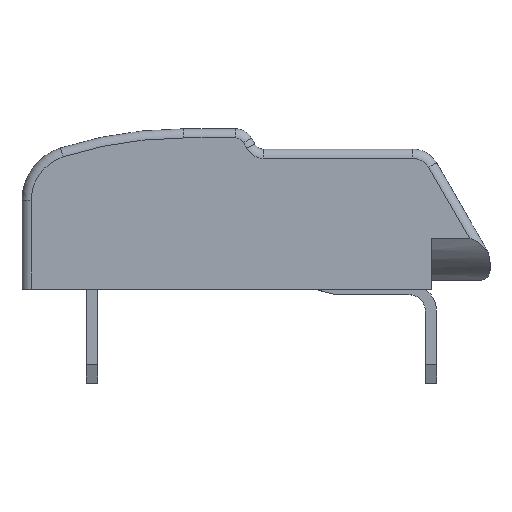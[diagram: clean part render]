
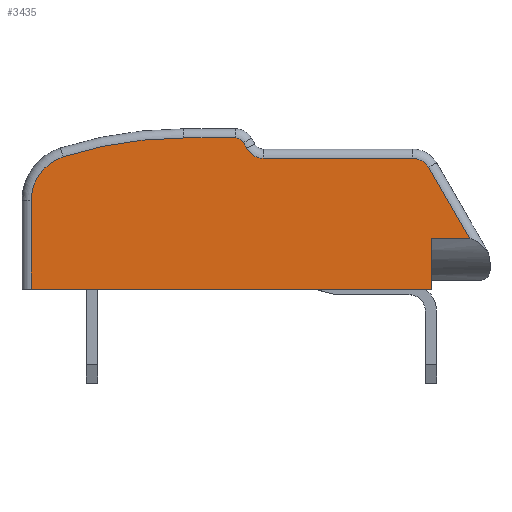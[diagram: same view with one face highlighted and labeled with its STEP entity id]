
A CAD part, top view. The second image highlights one B-rep face of the part: STEP entity #3435.
In plain terms, the highlighted planar face has unit normal (0, 0, 1).
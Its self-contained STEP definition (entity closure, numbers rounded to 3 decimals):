
#134=CIRCLE('',#3612,0.5);
#135=CIRCLE('',#3613,0.5);
#136=CIRCLE('',#3614,0.25);
#137=CIRCLE('',#3615,10.75);
#138=CIRCLE('',#3616,1.25);
#364=ORIENTED_EDGE('',*,*,#1086,.T.);
#365=ORIENTED_EDGE('',*,*,#1087,.T.);
#366=ORIENTED_EDGE('',*,*,#1088,.T.);
#367=ORIENTED_EDGE('',*,*,#1089,.T.);
#368=ORIENTED_EDGE('',*,*,#1090,.T.);
#369=ORIENTED_EDGE('',*,*,#1091,.T.);
#370=ORIENTED_EDGE('',*,*,#1092,.T.);
#371=ORIENTED_EDGE('',*,*,#1093,.T.);
#372=ORIENTED_EDGE('',*,*,#1094,.T.);
#373=ORIENTED_EDGE('',*,*,#1095,.T.);
#374=ORIENTED_EDGE('',*,*,#1096,.T.);
#375=ORIENTED_EDGE('',*,*,#1097,.T.);
#376=ORIENTED_EDGE('',*,*,#1098,.T.);
#1086=EDGE_CURVE('',#1440,#1441,#1657,.T.);
#1087=EDGE_CURVE('',#1441,#1442,#1658,.T.);
#1088=EDGE_CURVE('',#1442,#1443,#1659,.T.);
#1089=EDGE_CURVE('',#1443,#1444,#134,.T.);
#1090=EDGE_CURVE('',#1444,#1445,#1660,.T.);
#1091=EDGE_CURVE('',#1445,#1446,#135,.F.);
#1092=EDGE_CURVE('',#1446,#1447,#1661,.T.);
#1093=EDGE_CURVE('',#1447,#1448,#136,.T.);
#1094=EDGE_CURVE('',#1448,#1449,#1662,.T.);
#1095=EDGE_CURVE('',#1449,#1450,#137,.T.);
#1096=EDGE_CURVE('',#1450,#1451,#138,.T.);
#1097=EDGE_CURVE('',#1451,#1452,#1663,.T.);
#1098=EDGE_CURVE('',#1452,#1440,#1664,.T.);
#1440=VERTEX_POINT('',#4851);
#1441=VERTEX_POINT('',#4852);
#1442=VERTEX_POINT('',#4854);
#1443=VERTEX_POINT('',#4856);
#1444=VERTEX_POINT('',#4858);
#1445=VERTEX_POINT('',#4860);
#1446=VERTEX_POINT('',#4862);
#1447=VERTEX_POINT('',#4864);
#1448=VERTEX_POINT('',#4866);
#1449=VERTEX_POINT('',#4868);
#1450=VERTEX_POINT('',#4870);
#1451=VERTEX_POINT('',#4872);
#1452=VERTEX_POINT('',#4874);
#1657=LINE('',#4850,#1891);
#1658=LINE('',#4853,#1892);
#1659=LINE('',#4855,#1893);
#1660=LINE('',#4859,#1894);
#1661=LINE('',#4863,#1895);
#1662=LINE('',#4867,#1896);
#1663=LINE('',#4873,#1897);
#1664=LINE('',#4875,#1898);
#1891=VECTOR('',#4002,1000.);
#1892=VECTOR('',#4003,1000.);
#1893=VECTOR('',#4004,1000.);
#1894=VECTOR('',#4007,1000.);
#1895=VECTOR('',#4010,1000.);
#1896=VECTOR('',#4013,1000.);
#1897=VECTOR('',#4018,1000.);
#1898=VECTOR('',#4019,1000.);
#2079=EDGE_LOOP('',(#364,#365,#366,#367,#368,#369,#370,#371,#372,#373,#374,
#375,#376));
#2225=FACE_BOUND('',#2079,.T.);
#2357=PLANE('',#3611);
#3435=ADVANCED_FACE('',(#2225),#2357,.T.);
#3611=AXIS2_PLACEMENT_3D('',#4849,#4000,#4001);
#3612=AXIS2_PLACEMENT_3D('',#4857,#4005,#4006);
#3613=AXIS2_PLACEMENT_3D('',#4861,#4008,#4009);
#3614=AXIS2_PLACEMENT_3D('',#4865,#4011,#4012);
#3615=AXIS2_PLACEMENT_3D('',#4869,#4014,#4015);
#3616=AXIS2_PLACEMENT_3D('',#4871,#4016,#4017);
#4000=DIRECTION('',(0.,0.,1.));
#4001=DIRECTION('',(1.,0.,0.));
#4002=DIRECTION('',(0.,1.,0.));
#4003=DIRECTION('',(1.,0.,0.));
#4004=DIRECTION('',(-0.5,0.866,0.));
#4005=DIRECTION('',(0.,0.,1.));
#4006=DIRECTION('',(1.,0.,0.));
#4007=DIRECTION('',(-1.,0.,0.));
#4008=DIRECTION('',(0.,0.,1.));
#4009=DIRECTION('',(1.,0.,0.));
#4010=DIRECTION('',(-0.5,0.866,0.));
#4011=DIRECTION('',(0.,0.,1.));
#4012=DIRECTION('',(1.,0.,0.));
#4013=DIRECTION('',(-1.,0.,0.));
#4014=DIRECTION('',(0.,0.,1.));
#4015=DIRECTION('',(1.,0.,0.));
#4016=DIRECTION('',(0.,0.,1.));
#4017=DIRECTION('',(1.,0.,0.));
#4018=DIRECTION('',(0.,-1.,0.));
#4019=DIRECTION('',(1.,0.,0.));
#4849=CARTESIAN_POINT('',(-11.2,2.4,3.9));
#4850=CARTESIAN_POINT('',(-1.6,0.,3.9));
#4851=CARTESIAN_POINT('',(-1.6,0.,3.9));
#4852=CARTESIAN_POINT('',(-1.6,1.364,3.9));
#4853=CARTESIAN_POINT('',(-1.6,1.364,3.9));
#4854=CARTESIAN_POINT('',(-0.549,1.364,3.9));
#4855=CARTESIAN_POINT('',(-1.667,3.3,3.9));
#4856=CARTESIAN_POINT('',(-1.667,3.3,3.9));
#4857=CARTESIAN_POINT('',(-2.1,3.05,3.9));
#4858=CARTESIAN_POINT('',(-2.1,3.55,3.9));
#4859=CARTESIAN_POINT('',(-6.156,3.55,3.9));
#4860=CARTESIAN_POINT('',(-6.156,3.55,3.9));
#4861=CARTESIAN_POINT('',(-6.156,4.05,3.9));
#4862=CARTESIAN_POINT('',(-6.6,3.819,3.9));
#4863=CARTESIAN_POINT('',(-6.689,3.975,3.9));
#4864=CARTESIAN_POINT('',(-6.689,3.975,3.9));
#4865=CARTESIAN_POINT('',(-6.906,3.85,3.9));
#4866=CARTESIAN_POINT('',(-6.906,4.1,3.9));
#4867=CARTESIAN_POINT('',(-8.311,4.1,3.9));
#4868=CARTESIAN_POINT('',(-8.311,4.1,3.9));
#4869=CARTESIAN_POINT('',(-8.311,-6.65,3.9));
#4870=CARTESIAN_POINT('',(-11.58,3.591,3.9));
#4871=CARTESIAN_POINT('',(-11.2,2.4,3.9));
#4872=CARTESIAN_POINT('',(-12.45,2.4,3.9));
#4873=CARTESIAN_POINT('',(-12.45,0.,3.9));
#4874=CARTESIAN_POINT('',(-12.45,0.,3.9));
#4875=CARTESIAN_POINT('',(-12.7,0.,3.9));
